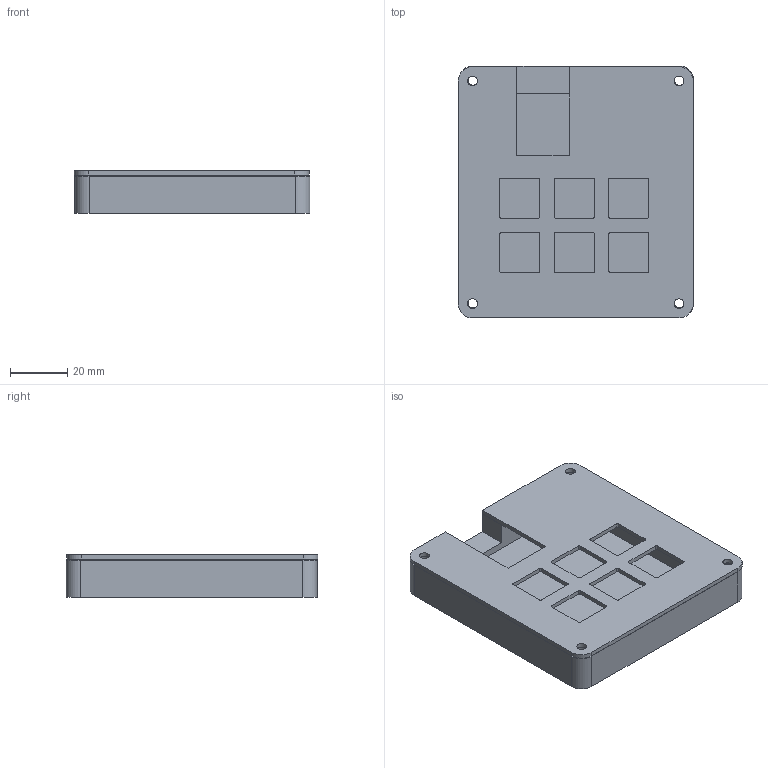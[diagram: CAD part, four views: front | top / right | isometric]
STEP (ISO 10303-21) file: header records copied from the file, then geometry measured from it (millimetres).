
FILE_DESCRIPTION(/* description */ (''),/* implementation_level */ '2;1');
FILE_NAME(/* name */ 'PCB Case.step',/* time_stamp */ '2026-01-23T18:47:13-06:00',/* author */ (''),/* organization */ (''),/* preprocessor_version */ 'ST-DEVELOPER v20.1',/* originating_system */ 'Autodesk Translation Framework v14.21.0.0',/* authorisation */ '');
FILE_SCHEMA (('AUTOMOTIVE_DESIGN { 1 0 10303 214 3 1 1 }'));
Length unit declared in the file: millimetre
Products named in the file (3): 2026-01-23-17-16-05-909; 2026-01-23-17-16-52-726; 2026-01-23-17-35-00-388
Assembly tree (1 placements, depth 2):
  2026-01-23-17-16-05-909
    2026-01-23-17-35-00-388
  2026-01-23-17-16-52-726
Bounding box: 82.28 x 87.96 x 14.84 mm (x, y, z)
Volume: 56041.9 mm3; surface area: 33687.6 mm2
Topology: 2 solids, 2 shells, 96 faces, 264 edges, 176 vertices
Faces by surface type: plane 52, cylinder 44
Full cylindrical faces by diameter (mm): 3.4 x8, 6 x4
Entity records: 3217 total; most frequent: DIRECTION 554, CARTESIAN_POINT 541, ORIENTED_EDGE 528, EDGE_CURVE 264, AXIS2_PLACEMENT_3D 189, LINE 176, VECTOR 176, VERTEX_POINT 176
